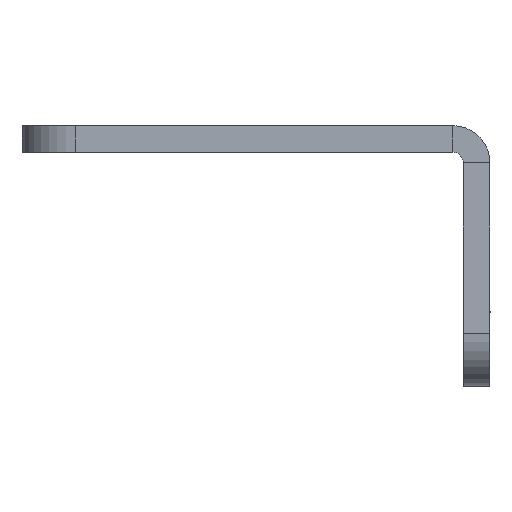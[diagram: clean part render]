
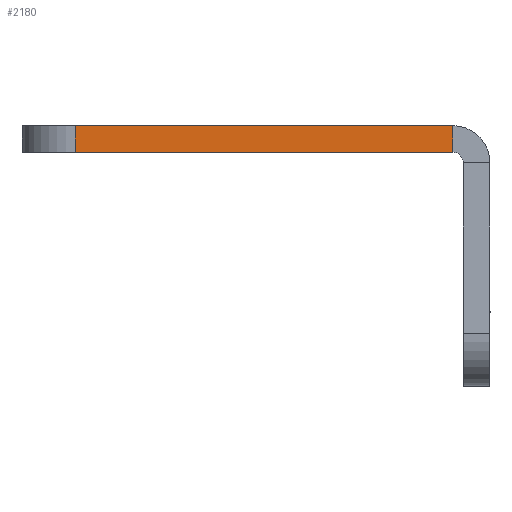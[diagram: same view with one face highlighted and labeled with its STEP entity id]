
A CAD part, left-side view. The second image highlights one B-rep face of the part: STEP entity #2180.
In plain terms, the highlighted planar face has unit normal (-1, 0, 0).
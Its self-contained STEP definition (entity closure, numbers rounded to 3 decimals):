
#156 = ORIENTED_EDGE ( 'NONE', *, *, #681, .F. ) ;
#313 = VECTOR ( 'NONE', #533, 1000. ) ;
#330 = DIRECTION ( 'NONE',  ( 0., 0., 1. ) ) ;
#413 = VECTOR ( 'NONE', #330, 1000. ) ;
#421 = VECTOR ( 'NONE', #1207, 1000. ) ;
#526 = CARTESIAN_POINT ( 'NONE',  ( -200., 15.25, -2.5 ) ) ;
#533 = DIRECTION ( 'NONE',  ( 0., 0., -1. ) ) ;
#554 = LINE ( 'NONE', #1422, #421 ) ;
#584 = DIRECTION ( 'NONE',  ( -1., 0., 0. ) ) ;
#585 = CARTESIAN_POINT ( 'NONE',  ( -200., 15.25, 0. ) ) ;
#678 = LINE ( 'NONE', #1039, #1768 ) ;
#681 = EDGE_CURVE ( 'NONE', #1756, #687, #678, .T. ) ;
#687 = VERTEX_POINT ( 'NONE', #1502 ) ;
#931 = ORIENTED_EDGE ( 'NONE', *, *, #2659, .T. ) ;
#932 = CARTESIAN_POINT ( 'NONE',  ( -200., 15.25, -2.5 ) ) ;
#1028 = EDGE_CURVE ( 'NONE', #1628, #1478, #554, .T. ) ;
#1039 = CARTESIAN_POINT ( 'NONE',  ( -200., 20.25, 0. ) ) ;
#1050 = CARTESIAN_POINT ( 'NONE',  ( -200., 20.25, -2.5 ) ) ;
#1197 = LINE ( 'NONE', #932, #313 ) ;
#1207 = DIRECTION ( 'NONE',  ( 0., -1., 0. ) ) ;
#1265 = AXIS2_PLACEMENT_3D ( 'NONE', #1050, #584, #2764 ) ;
#1274 = DIRECTION ( 'NONE',  ( 0., -1., 0. ) ) ;
#1295 = EDGE_LOOP ( 'NONE', ( #156, #1730, #1814, #931 ) ) ;
#1422 = CARTESIAN_POINT ( 'NONE',  ( -200., 20.25, -2.5 ) ) ;
#1478 = VERTEX_POINT ( 'NONE', #2186 ) ;
#1491 = PLANE ( 'NONE',  #1265 ) ;
#1502 = CARTESIAN_POINT ( 'NONE',  ( -200., -20.25, 0. ) ) ;
#1528 = EDGE_CURVE ( 'NONE', #1756, #1628, #1197, .T. ) ;
#1596 = CARTESIAN_POINT ( 'NONE',  ( -200., -20.25, -2.5 ) ) ;
#1628 = VERTEX_POINT ( 'NONE', #526 ) ;
#1730 = ORIENTED_EDGE ( 'NONE', *, *, #1528, .T. ) ;
#1756 = VERTEX_POINT ( 'NONE', #585 ) ;
#1768 = VECTOR ( 'NONE', #1274, 1000. ) ;
#1814 = ORIENTED_EDGE ( 'NONE', *, *, #1028, .T. ) ;
#2180 = ADVANCED_FACE ( 'NONE', ( #2381 ), #1491, .T. ) ;
#2186 = CARTESIAN_POINT ( 'NONE',  ( -200., -20.25, -2.5 ) ) ;
#2381 = FACE_OUTER_BOUND ( 'NONE', #1295, .T. ) ;
#2481 = LINE ( 'NONE', #1596, #413 ) ;
#2659 = EDGE_CURVE ( 'NONE', #1478, #687, #2481, .T. ) ;
#2764 = DIRECTION ( 'NONE',  ( 0., 0., 1. ) ) ;
